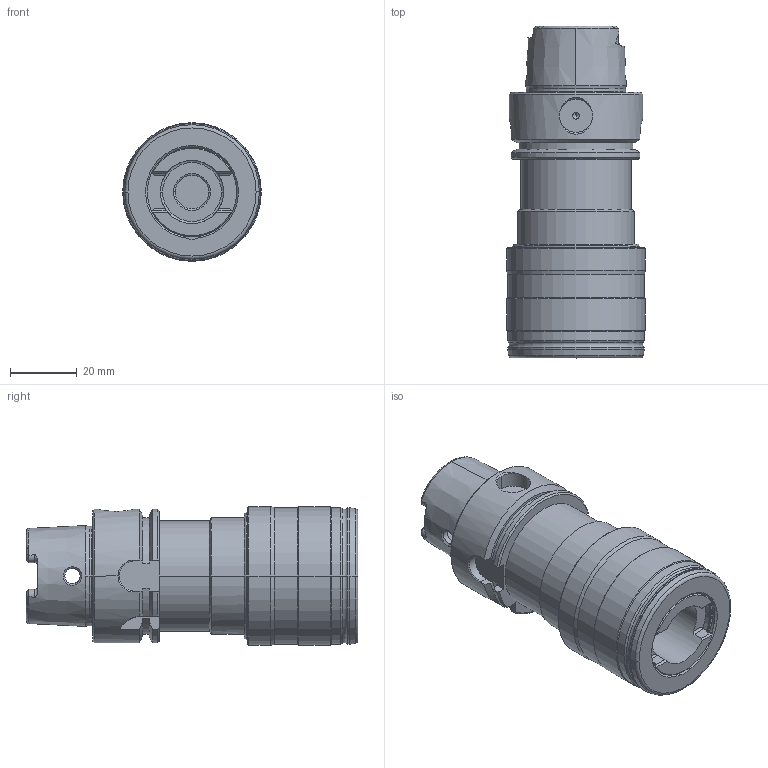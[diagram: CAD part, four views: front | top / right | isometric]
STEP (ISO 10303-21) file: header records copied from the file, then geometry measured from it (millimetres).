
FILE_DESCRIPTION((''),'2;1');
FILE_NAME('34400-H40A_SW0001','2016-04-04T',('040'),(''),'CREO PARAMETRIC BY PTC INC, 2015380','CREO PARAMETRIC BY PTC INC, 2015380','');
FILE_SCHEMA(('CONFIG_CONTROL_DESIGN'));
Length unit declared in the file: millimetre
Products named in the file (1): 34400-H40A_SW0001
Bounding box: 41.5 x 99.4 x 41.5 mm (x, y, z)
Volume: 68028.9 mm3; surface area: 34074.9 mm2
Topology: 1 solids, 2 shells, 441 faces, 1086 edges, 660 vertices
Faces by surface type: cylinder 146, plane 109, cone 101, torus 65, sphere 12, bspline 8
Entity records: 15136 total; most frequent: CARTESIAN_POINT 4743, DIRECTION 2225, ORIENTED_EDGE 2156, EDGE_CURVE 1078, AXIS2_PLACEMENT_3D 915, VERTEX_POINT 660, CIRCLE 482, EDGE_LOOP 478
